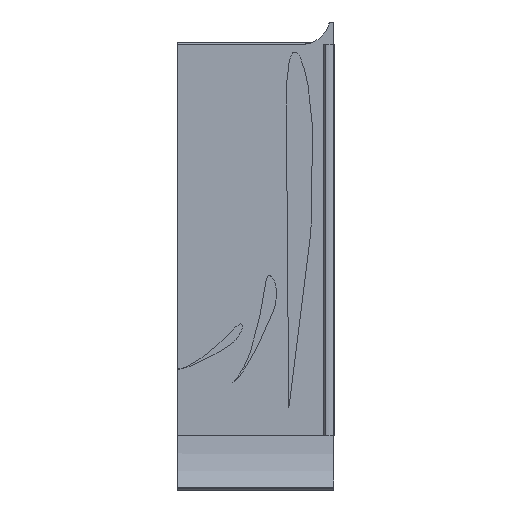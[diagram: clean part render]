
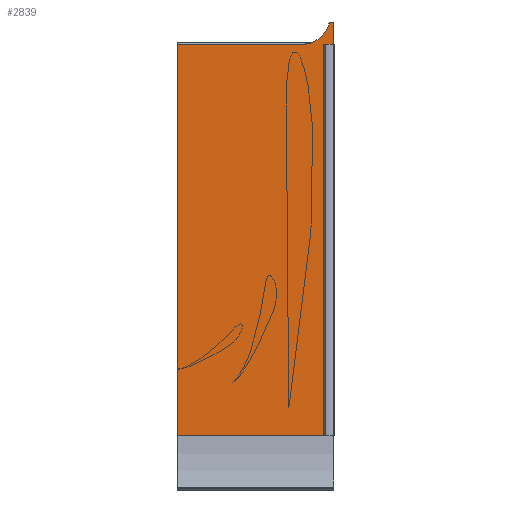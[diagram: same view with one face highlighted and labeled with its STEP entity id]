
A CAD part, left-side view. The second image highlights one B-rep face of the part: STEP entity #2839.
In plain terms, the highlighted planar face has unit normal (-1, 0, 0).
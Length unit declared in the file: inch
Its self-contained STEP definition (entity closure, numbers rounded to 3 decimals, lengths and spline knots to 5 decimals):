
#13 = VERTEX_POINT ( 'NONE', #3007 ) ;
#15 = DIRECTION ( 'NONE',  ( 0., 0., 1. ) ) ;
#77 = CARTESIAN_POINT ( 'NONE',  ( -26.30971, 8.75, 64.45264 ) ) ;
#153 = CARTESIAN_POINT ( 'NONE',  ( -26.30971, 0.88324, 65.45264 ) ) ;
#162 = LINE ( 'NONE', #1972, #1113 ) ;
#180 = DIRECTION ( 'NONE',  ( 0., 0., 1. ) ) ;
#196 = CARTESIAN_POINT ( 'NONE',  ( -26.30971, 0.75, 64.45264 ) ) ;
#295 = EDGE_CURVE ( 'NONE', #1738, #4737, #810, .T. ) ;
#318 = DIRECTION ( 'NONE',  ( 0., -1., 0. ) ) ;
#359 = CARTESIAN_POINT ( 'NONE',  ( -26.30971, 2.25, 64.45264 ) ) ;
#413 = ORIENTED_EDGE ( 'NONE', *, *, #3052, .T. ) ;
#420 = FACE_OUTER_BOUND ( 'NONE', #1179, .T. ) ;
#485 = DIRECTION ( 'NONE',  ( 0., -1., 0. ) ) ;
#550 = VECTOR ( 'NONE', #318, 39.37008 ) ;
#595 = LINE ( 'NONE', #906, #1047 ) ;
#626 = VECTOR ( 'NONE', #4645, 39.37008 ) ;
#637 = VERTEX_POINT ( 'NONE', #4466 ) ;
#670 = AXIS2_PLACEMENT_3D ( 'NONE', #3220, #4698, #1054 ) ;
#699 = VERTEX_POINT ( 'NONE', #4558 ) ;
#791 = EDGE_CURVE ( 'NONE', #1201, #3949, #1800, .T. ) ;
#810 = LINE ( 'NONE', #3336, #934 ) ;
#906 = CARTESIAN_POINT ( 'NONE',  ( -26.30971, 8.75, 64.45264 ) ) ;
#934 = VECTOR ( 'NONE', #485, 39.37008 ) ;
#1047 = VECTOR ( 'NONE', #2760, 39.37008 ) ;
#1054 = DIRECTION ( 'NONE',  ( 0., 0., -1. ) ) ;
#1113 = VECTOR ( 'NONE', #1655, 39.37008 ) ;
#1152 = ORIENTED_EDGE ( 'NONE', *, *, #2487, .F. ) ;
#1156 = CARTESIAN_POINT ( 'NONE',  ( -26.30971, 8.75, 64.45264 ) ) ;
#1179 = EDGE_LOOP ( 'NONE', ( #1152, #3970, #2778, #2906, #3452, #2624, #4350, #1962, #413 ) ) ;
#1194 = EDGE_CURVE ( 'NONE', #2729, #637, #2060, .T. ) ;
#1201 = VERTEX_POINT ( 'NONE', #77 ) ;
#1655 = DIRECTION ( 'NONE',  ( 0., 0., 1. ) ) ;
#1738 = VERTEX_POINT ( 'NONE', #3222 ) ;
#1800 = LINE ( 'NONE', #3288, #550 ) ;
#1844 = LINE ( 'NONE', #4116, #4267 ) ;
#1859 = PLANE ( 'NONE',  #2504 ) ;
#1891 = DIRECTION ( 'NONE',  ( 0., -1., 0. ) ) ;
#1903 = DIRECTION ( 'NONE',  ( -1., 0., 0. ) ) ;
#1962 = ORIENTED_EDGE ( 'NONE', *, *, #3167, .T. ) ;
#1972 = CARTESIAN_POINT ( 'NONE',  ( -26.30971, 0.75, 64.45264 ) ) ;
#1989 = VERTEX_POINT ( 'NONE', #3654 ) ;
#2060 = CIRCLE ( 'NONE', #4447, 0.13324 ) ;
#2140 = CARTESIAN_POINT ( 'NONE',  ( -26.30971, 0.88965, 44.44264 ) ) ;
#2279 = DIRECTION ( 'NONE',  ( -1., 0., 0. ) ) ;
#2314 = CARTESIAN_POINT ( 'NONE',  ( -26.30971, 0.88324, 65.45264 ) ) ;
#2445 = LINE ( 'NONE', #2140, #626 ) ;
#2487 = EDGE_CURVE ( 'NONE', #1738, #699, #2445, .T. ) ;
#2504 = AXIS2_PLACEMENT_3D ( 'NONE', #1156, #2279, #180 ) ;
#2578 = EDGE_CURVE ( 'NONE', #4737, #2729, #162, .T. ) ;
#2624 = ORIENTED_EDGE ( 'NONE', *, *, #3716, .T. ) ;
#2720 = DIRECTION ( 'NONE',  ( 0., 0., 1. ) ) ;
#2729 = VERTEX_POINT ( 'NONE', #3009 ) ;
#2747 = CIRCLE ( 'NONE', #670, 1.40845 ) ;
#2760 = DIRECTION ( 'NONE',  ( 0., 0., -1. ) ) ;
#2778 = ORIENTED_EDGE ( 'NONE', *, *, #2578, .T. ) ;
#2839 = ADVANCED_FACE ( 'NONE', ( #420 ), #1859, .T. ) ;
#2906 = ORIENTED_EDGE ( 'NONE', *, *, #1194, .T. ) ;
#3007 = CARTESIAN_POINT ( 'NONE',  ( -26.30971, 1.01184, 65.48749 ) ) ;
#3009 = CARTESIAN_POINT ( 'NONE',  ( -26.30971, 0.75, 65.45264 ) ) ;
#3052 = EDGE_CURVE ( 'NONE', #1989, #699, #1844, .T. ) ;
#3114 = EDGE_CURVE ( 'NONE', #637, #13, #4499, .T. ) ;
#3125 = AXIS2_PLACEMENT_3D ( 'NONE', #2314, #3784, #15 ) ;
#3167 = EDGE_CURVE ( 'NONE', #1201, #1989, #595, .T. ) ;
#3220 = CARTESIAN_POINT ( 'NONE',  ( -26.30971, 2.37126, 65.85586 ) ) ;
#3222 = CARTESIAN_POINT ( 'NONE',  ( -26.30971, 0.88965, 64.45264 ) ) ;
#3288 = CARTESIAN_POINT ( 'NONE',  ( -26.30971, 8.75, 64.45264 ) ) ;
#3336 = CARTESIAN_POINT ( 'NONE',  ( -26.30971, 8.75, 64.45264 ) ) ;
#3452 = ORIENTED_EDGE ( 'NONE', *, *, #3114, .T. ) ;
#3654 = CARTESIAN_POINT ( 'NONE',  ( -26.30971, 8.75, 44.45264 ) ) ;
#3716 = EDGE_CURVE ( 'NONE', #13, #3949, #2747, .T. ) ;
#3784 = DIRECTION ( 'NONE',  ( -1., 0., 0. ) ) ;
#3949 = VERTEX_POINT ( 'NONE', #359 ) ;
#3970 = ORIENTED_EDGE ( 'NONE', *, *, #295, .T. ) ;
#4116 = CARTESIAN_POINT ( 'NONE',  ( -26.30971, 8.75, 44.45264 ) ) ;
#4267 = VECTOR ( 'NONE', #1891, 39.37008 ) ;
#4350 = ORIENTED_EDGE ( 'NONE', *, *, #791, .F. ) ;
#4447 = AXIS2_PLACEMENT_3D ( 'NONE', #153, #1903, #2720 ) ;
#4466 = CARTESIAN_POINT ( 'NONE',  ( -26.30971, 0.88324, 65.58588 ) ) ;
#4499 = CIRCLE ( 'NONE', #3125, 0.13324 ) ;
#4558 = CARTESIAN_POINT ( 'NONE',  ( -26.30971, 0.88965, 44.45264 ) ) ;
#4645 = DIRECTION ( 'NONE',  ( 0., 0., -1. ) ) ;
#4698 = DIRECTION ( 'NONE',  ( 1., 0., 0. ) ) ;
#4737 = VERTEX_POINT ( 'NONE', #196 ) ;
